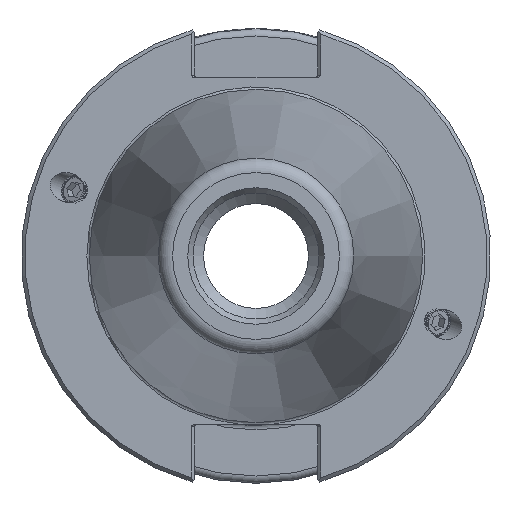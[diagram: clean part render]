
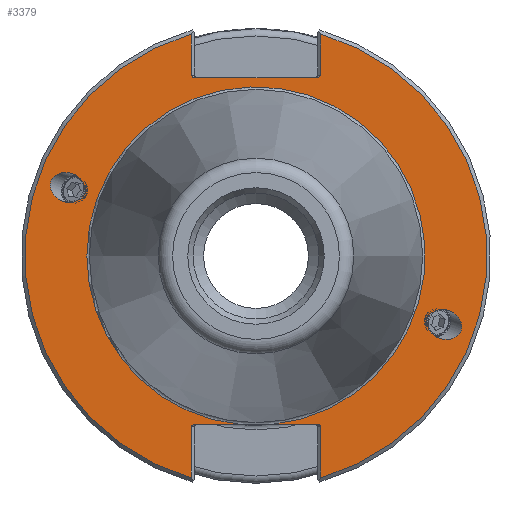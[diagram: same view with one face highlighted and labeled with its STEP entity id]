
A CAD part, left-side view. The second image highlights one B-rep face of the part: STEP entity #3379.
In plain terms, the highlighted planar face has unit normal (-1, 0, 0).
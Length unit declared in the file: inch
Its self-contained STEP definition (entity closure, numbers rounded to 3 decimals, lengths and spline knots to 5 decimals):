
#202=CARTESIAN_POINT('',(0.125,1.41556,0.51522));
#203=VERTEX_POINT('',#202);
#204=CARTESIAN_POINT('',(0.125,1.55331,0.56536));
#205=DIRECTION('',(1.0,0.0,0.0));
#206=DIRECTION('',(0.0,0.94,0.342));
#207=AXIS2_PLACEMENT_3D('',#204,#205,#206);
#208=ELLIPSE('',#207,0.14659,0.12008);
#209=EDGE_CURVE('',#203,#203,#208,.T.);
#222=CARTESIAN_POINT('',(0.125,-1.41556,-0.51522));
#223=VERTEX_POINT('',#222);
#224=CARTESIAN_POINT('',(0.125,-1.55331,-0.56536));
#225=DIRECTION('',(1.0,0.0,0.0));
#226=DIRECTION('',(0.0,-0.94,-0.342));
#227=AXIS2_PLACEMENT_3D('',#224,#225,#226);
#228=ELLIPSE('',#227,0.14659,0.12008);
#229=EDGE_CURVE('',#223,#223,#228,.T.);
#2728=CARTESIAN_POINT('',(0.125,-0.50422,1.472));
#2729=VERTEX_POINT('',#2728);
#2736=CARTESIAN_POINT('',(0.125,-0.5325,1.492));
#2737=VERTEX_POINT('',#2736);
#2738=CARTESIAN_POINT('',(0.125,-0.50422,1.492));
#2739=DIRECTION('',(-1.0,0.0,0.0));
#2740=DIRECTION('',(0.0,-1.0,0.0));
#2741=AXIS2_PLACEMENT_3D('',#2738,#2739,#2740);
#2742=ELLIPSE('',#2741,0.02828,0.02);
#2743=EDGE_CURVE('',#2729,#2737,#2742,.T.);
#2793=CARTESIAN_POINT('',(0.125,-0.5325,1.83167));
#2794=VERTEX_POINT('',#2793);
#2795=CARTESIAN_POINT('',(0.125,-0.5325,1.492));
#2796=DIRECTION('',(0.0,0.0,1.0));
#2797=VECTOR('',#2796,0.33967);
#2798=LINE('',#2795,#2797);
#2799=EDGE_CURVE('',#2737,#2794,#2798,.T.);
#2882=CARTESIAN_POINT('',(0.125,0.50422,-1.388));
#2883=VERTEX_POINT('',#2882);
#2890=CARTESIAN_POINT('',(0.125,0.5325,-1.408));
#2891=VERTEX_POINT('',#2890);
#2892=CARTESIAN_POINT('',(0.125,0.50422,-1.408));
#2893=DIRECTION('',(-1.0,0.0,0.0));
#2894=DIRECTION('',(0.0,1.0,0.0));
#2895=AXIS2_PLACEMENT_3D('',#2892,#2893,#2894);
#2896=ELLIPSE('',#2895,0.02828,0.02);
#2897=EDGE_CURVE('',#2883,#2891,#2896,.T.);
#2947=CARTESIAN_POINT('',(0.125,0.5325,-1.83167));
#2948=VERTEX_POINT('',#2947);
#2949=CARTESIAN_POINT('',(0.125,0.5325,-1.408));
#2950=DIRECTION('',(0.0,0.0,-1.0));
#2951=VECTOR('',#2950,0.42367);
#2952=LINE('',#2949,#2951);
#2953=EDGE_CURVE('',#2891,#2948,#2952,.T.);
#2978=CARTESIAN_POINT('',(0.125,-0.5325,-1.408));
#2979=VERTEX_POINT('',#2978);
#2980=CARTESIAN_POINT('',(0.125,-0.50422,-1.388));
#2981=VERTEX_POINT('',#2980);
#2982=CARTESIAN_POINT('',(0.125,-0.50422,-1.408));
#2983=DIRECTION('',(-1.0,0.0,0.0));
#2984=DIRECTION('',(0.0,-1.0,0.0));
#2985=AXIS2_PLACEMENT_3D('',#2982,#2983,#2984);
#2986=ELLIPSE('',#2985,0.02828,0.02);
#2987=EDGE_CURVE('',#2979,#2981,#2986,.T.);
#3085=CARTESIAN_POINT('',(0.125,-0.5325,-1.83167));
#3086=VERTEX_POINT('',#3085);
#3093=CARTESIAN_POINT('',(0.125,-0.5325,-1.83167));
#3094=DIRECTION('',(0.0,0.0,1.0));
#3095=VECTOR('',#3094,0.42367);
#3096=LINE('',#3093,#3095);
#3097=EDGE_CURVE('',#3086,#2979,#3096,.T.);
#3139=CARTESIAN_POINT('',(0.125,0.5325,1.492));
#3140=VERTEX_POINT('',#3139);
#3147=CARTESIAN_POINT('',(0.125,0.50422,1.472));
#3148=VERTEX_POINT('',#3147);
#3149=CARTESIAN_POINT('',(0.125,0.50422,1.492));
#3150=DIRECTION('',(-1.0,0.0,0.0));
#3151=DIRECTION('',(0.0,1.0,0.0));
#3152=AXIS2_PLACEMENT_3D('',#3149,#3150,#3151);
#3153=ELLIPSE('',#3152,0.02828,0.02);
#3154=EDGE_CURVE('',#3140,#3148,#3153,.T.);
#3239=CARTESIAN_POINT('',(0.125,0.5325,1.83167));
#3240=VERTEX_POINT('',#3239);
#3247=CARTESIAN_POINT('',(0.125,0.5325,1.83167));
#3248=DIRECTION('',(0.0,0.0,-1.0));
#3249=VECTOR('',#3248,0.33967);
#3250=LINE('',#3247,#3249);
#3251=EDGE_CURVE('',#3240,#3140,#3250,.T.);
#3286=CARTESIAN_POINT('',(0.125,-0.13957,-1.388));
#3287=VERTEX_POINT('',#3286);
#3288=CARTESIAN_POINT('',(0.125,0.13957,-1.388));
#3289=VERTEX_POINT('',#3288);
#3304=CARTESIAN_POINT('',(0.125,0.0,0.0));
#3305=DIRECTION('',(-1.0,0.0,0.0));
#3306=DIRECTION('',(0.0,-1.0,0.0));
#3307=AXIS2_PLACEMENT_3D('',#3304,#3305,#3306);
#3308=CIRCLE('',#3307,1.395);
#3309=EDGE_CURVE('',#3287,#3289,#3308,.T.);
#3325=CARTESIAN_POINT('',(0.125,1.65625,0.0));
#3326=DIRECTION('',(-1.0,0.0,0.0));
#3327=DIRECTION('',(0.0,0.0,1.0));
#3328=AXIS2_PLACEMENT_3D('',#3325,#3326,#3327);
#3329=PLANE('',#3328);
#3330=ORIENTED_EDGE('',*,*,#3309,.F.);
#3331=CARTESIAN_POINT('',(0.125,-0.50422,-1.388));
#3332=DIRECTION('',(0.0,1.0,0.0));
#3333=VECTOR('',#3332,0.36464);
#3334=LINE('',#3331,#3333);
#3335=EDGE_CURVE('',#2981,#3287,#3334,.T.);
#3336=ORIENTED_EDGE('',*,*,#3335,.F.);
#3337=ORIENTED_EDGE('',*,*,#2987,.F.);
#3338=ORIENTED_EDGE('',*,*,#3097,.F.);
#3339=CARTESIAN_POINT('',(0.125,0.0,0.0));
#3340=DIRECTION('',(1.0,0.0,0.0));
#3341=DIRECTION('',(0.0,-1.0,0.0));
#3342=AXIS2_PLACEMENT_3D('',#3339,#3340,#3341);
#3343=CIRCLE('',#3342,1.9075);
#3344=EDGE_CURVE('',#2794,#3086,#3343,.T.);
#3345=ORIENTED_EDGE('',*,*,#3344,.F.);
#3346=ORIENTED_EDGE('',*,*,#2799,.F.);
#3347=ORIENTED_EDGE('',*,*,#2743,.F.);
#3348=CARTESIAN_POINT('',(0.125,0.50422,1.472));
#3349=DIRECTION('',(0.0,-1.0,0.0));
#3350=VECTOR('',#3349,1.00843);
#3351=LINE('',#3348,#3350);
#3352=EDGE_CURVE('',#3148,#2729,#3351,.T.);
#3353=ORIENTED_EDGE('',*,*,#3352,.F.);
#3354=ORIENTED_EDGE('',*,*,#3154,.F.);
#3355=ORIENTED_EDGE('',*,*,#3251,.F.);
#3356=CARTESIAN_POINT('',(0.125,0.0,0.0));
#3357=DIRECTION('',(1.0,0.0,0.0));
#3358=DIRECTION('',(0.0,1.0,0.0));
#3359=AXIS2_PLACEMENT_3D('',#3356,#3357,#3358);
#3360=CIRCLE('',#3359,1.9075);
#3361=EDGE_CURVE('',#2948,#3240,#3360,.T.);
#3362=ORIENTED_EDGE('',*,*,#3361,.F.);
#3363=ORIENTED_EDGE('',*,*,#2953,.F.);
#3364=ORIENTED_EDGE('',*,*,#2897,.F.);
#3365=CARTESIAN_POINT('',(0.125,0.13957,-1.388));
#3366=DIRECTION('',(0.0,1.0,0.0));
#3367=VECTOR('',#3366,0.36464);
#3368=LINE('',#3365,#3367);
#3369=EDGE_CURVE('',#3289,#2883,#3368,.T.);
#3370=ORIENTED_EDGE('',*,*,#3369,.F.);
#3371=EDGE_LOOP('',(#3330,#3336,#3337,#3338,#3345,#3346,#3347,#3353,#3354,#3355,#3362,#3363,#3364,#3370));
#3372=FACE_OUTER_BOUND('',#3371,.T.);
#3373=ORIENTED_EDGE('',*,*,#209,.T.);
#3374=EDGE_LOOP('',(#3373));
#3375=FACE_BOUND('',#3374,.T.);
#3376=ORIENTED_EDGE('',*,*,#229,.T.);
#3377=EDGE_LOOP('',(#3376));
#3378=FACE_BOUND('',#3377,.T.);
#3379=ADVANCED_FACE('',(#3372,#3375,#3378),#3329,.T.);
